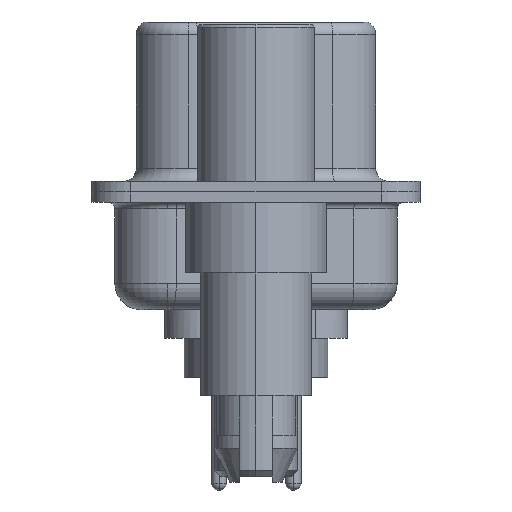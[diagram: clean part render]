
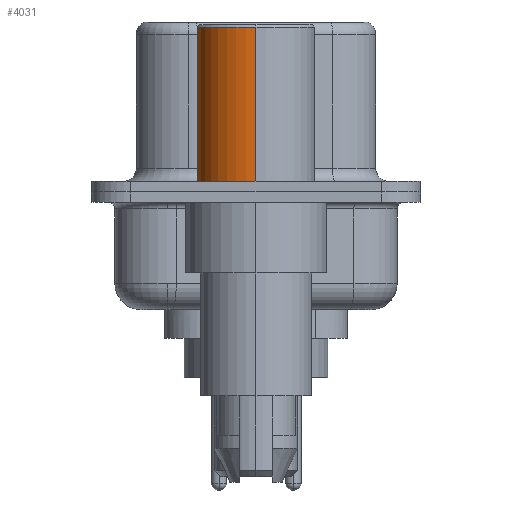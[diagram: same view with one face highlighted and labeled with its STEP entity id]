
A CAD part, left-side view. The second image highlights one B-rep face of the part: STEP entity #4031.
In plain terms, the highlighted cylindrical face has radius 2.25 mm (diameter 4.5 mm), a partial arc.
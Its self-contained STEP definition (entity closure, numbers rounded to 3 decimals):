
#867 = DIRECTION ( 'NONE',  ( 1., 0., 0. ) ) ;
#1560 = CARTESIAN_POINT ( 'NONE',  ( -2.25, 0., 0.581 ) ) ;
#2000 = LINE ( 'NONE', #9103, #7946 ) ;
#2322 = DIRECTION ( 'NONE',  ( 1., 0., 0. ) ) ;
#2588 = EDGE_CURVE ( 'NONE', #8910, #3335, #4917, .T. ) ;
#2611 = EDGE_CURVE ( 'NONE', #15191, #12561, #2000, .T. ) ;
#2878 = CIRCLE ( 'NONE', #15300, 2.25 ) ;
#2947 = DIRECTION ( 'NONE',  ( 0., 0., 1. ) ) ;
#3297 = CARTESIAN_POINT ( 'NONE',  ( 2.25, 0., 6.3 ) ) ;
#3335 = VERTEX_POINT ( 'NONE', #3465 ) ;
#3465 = CARTESIAN_POINT ( 'NONE',  ( -2.25, 0., 6.3 ) ) ;
#3778 = DIRECTION ( 'NONE',  ( 0., 0., 1. ) ) ;
#4031 = ADVANCED_FACE ( 'NONE', ( #5091 ), #10884, .T. ) ;
#4736 = DIRECTION ( 'NONE',  ( 0., 0., 1. ) ) ;
#4917 = LINE ( 'NONE', #1560, #11534 ) ;
#5091 = FACE_OUTER_BOUND ( 'NONE', #14326, .T. ) ;
#5216 = DIRECTION ( 'NONE',  ( 0., 0., 1. ) ) ;
#5359 = EDGE_CURVE ( 'NONE', #15191, #8910, #2878, .T. ) ;
#7946 = VECTOR ( 'NONE', #10184, 1000. ) ;
#8910 = VERTEX_POINT ( 'NONE', #15058 ) ;
#9103 = CARTESIAN_POINT ( 'NONE',  ( 2.25, 0., 0.581 ) ) ;
#9271 = CARTESIAN_POINT ( 'NONE',  ( 2.25, 0., 0.4 ) ) ;
#10184 = DIRECTION ( 'NONE',  ( 0., 0., 1. ) ) ;
#10316 = CIRCLE ( 'NONE', #14671, 2.25 ) ;
#10884 = CYLINDRICAL_SURFACE ( 'NONE', #16025, 2.25 ) ;
#10926 = CARTESIAN_POINT ( 'NONE',  ( 0., 0., 0.581 ) ) ;
#11242 = CARTESIAN_POINT ( 'NONE',  ( 0., 0., 6.3 ) ) ;
#11534 = VECTOR ( 'NONE', #2947, 1000. ) ;
#12535 = DIRECTION ( 'NONE',  ( 1., 0., 0. ) ) ;
#12561 = VERTEX_POINT ( 'NONE', #3297 ) ;
#12611 = EDGE_CURVE ( 'NONE', #12561, #3335, #10316, .T. ) ;
#12964 = ORIENTED_EDGE ( 'NONE', *, *, #12611, .F. ) ;
#13017 = ORIENTED_EDGE ( 'NONE', *, *, #2588, .T. ) ;
#13110 = CARTESIAN_POINT ( 'NONE',  ( 0., 0., 0.4 ) ) ;
#13135 = ORIENTED_EDGE ( 'NONE', *, *, #2611, .F. ) ;
#14326 = EDGE_LOOP ( 'NONE', ( #15129, #13017, #12964, #13135 ) ) ;
#14671 = AXIS2_PLACEMENT_3D ( 'NONE', #11242, #3778, #12535 ) ;
#15058 = CARTESIAN_POINT ( 'NONE',  ( -2.25, 0., 0.4 ) ) ;
#15129 = ORIENTED_EDGE ( 'NONE', *, *, #5359, .T. ) ;
#15191 = VERTEX_POINT ( 'NONE', #9271 ) ;
#15300 = AXIS2_PLACEMENT_3D ( 'NONE', #13110, #4736, #867 ) ;
#16025 = AXIS2_PLACEMENT_3D ( 'NONE', #10926, #5216, #2322 ) ;
